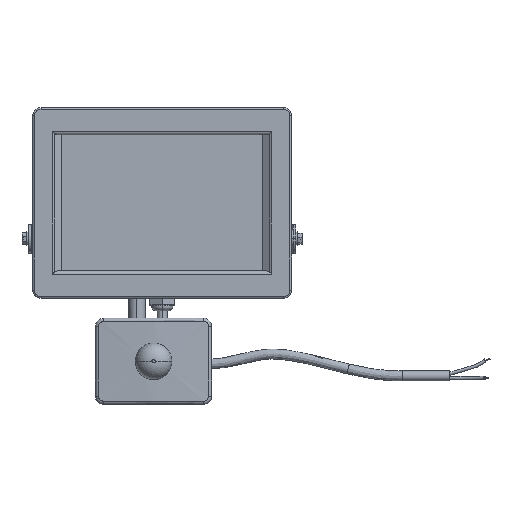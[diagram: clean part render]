
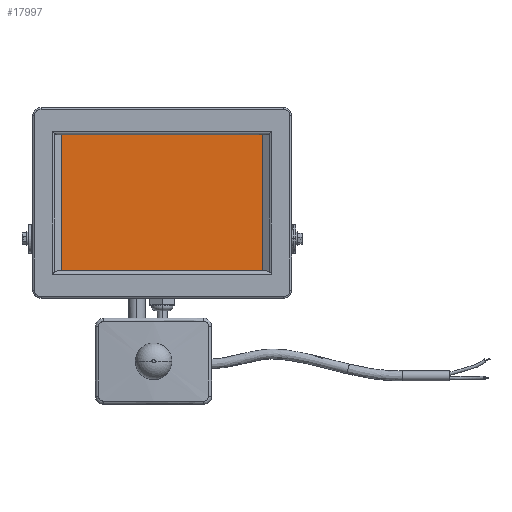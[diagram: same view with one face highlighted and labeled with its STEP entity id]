
A CAD part, top view. The second image highlights one B-rep face of the part: STEP entity #17997.
In plain terms, the highlighted planar face has unit normal (0, 0, 1).
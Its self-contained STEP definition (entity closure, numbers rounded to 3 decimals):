
#497 = AXIS2_PLACEMENT_3D ( 'NONE', #10743, #2087, #1908 ) ;
#744 = LINE ( 'NONE', #15622, #5043 ) ;
#916 = CARTESIAN_POINT ( 'NONE',  ( 60.668, 41., 28.128 ) ) ;
#993 = DIRECTION ( 'NONE',  ( 0., -1., 0. ) ) ;
#1288 = EDGE_CURVE ( 'NONE', #9186, #11879, #14032, .T. ) ;
#1405 = CARTESIAN_POINT ( 'NONE',  ( -60.668, 41., 28.128 ) ) ;
#1518 = ORIENTED_EDGE ( 'NONE', *, *, #16540, .F. ) ;
#1844 = PLANE ( 'NONE',  #497 ) ;
#1908 = DIRECTION ( 'NONE',  ( -1., 0., 0. ) ) ;
#1948 = ORIENTED_EDGE ( 'NONE', *, *, #1288, .T. ) ;
#2087 = DIRECTION ( 'NONE',  ( 0., 0., -1. ) ) ;
#2674 = DIRECTION ( 'NONE',  ( -1., 0., 0. ) ) ;
#3284 = EDGE_LOOP ( 'NONE', ( #9067, #1518, #4676, #1948 ) ) ;
#3499 = LINE ( 'NONE', #16768, #14819 ) ;
#4343 = CARTESIAN_POINT ( 'NONE',  ( -60.668, -41., 28.128 ) ) ;
#4676 = ORIENTED_EDGE ( 'NONE', *, *, #15072, .F. ) ;
#5043 = VECTOR ( 'NONE', #2674, 1000. ) ;
#6095 = VERTEX_POINT ( 'NONE', #4343 ) ;
#6621 = VERTEX_POINT ( 'NONE', #14539 ) ;
#8104 = DIRECTION ( 'NONE',  ( 0., -1., 0. ) ) ;
#8532 = CARTESIAN_POINT ( 'NONE',  ( 60.668, 41., 28.128 ) ) ;
#9067 = ORIENTED_EDGE ( 'NONE', *, *, #10062, .T. ) ;
#9186 = VERTEX_POINT ( 'NONE', #916 ) ;
#9646 = VECTOR ( 'NONE', #8104, 1000. ) ;
#10062 = EDGE_CURVE ( 'NONE', #11879, #6095, #3499, .T. ) ;
#10743 = CARTESIAN_POINT ( 'NONE',  ( 60.668, -41., 28.128 ) ) ;
#11079 = FACE_OUTER_BOUND ( 'NONE', #3284, .T. ) ;
#11879 = VERTEX_POINT ( 'NONE', #1405 ) ;
#14032 = LINE ( 'NONE', #8532, #17619 ) ;
#14539 = CARTESIAN_POINT ( 'NONE',  ( 60.668, -41., 28.128 ) ) ;
#14819 = VECTOR ( 'NONE', #993, 1000. ) ;
#15072 = EDGE_CURVE ( 'NONE', #9186, #6621, #15283, .T. ) ;
#15283 = LINE ( 'NONE', #16724, #9646 ) ;
#15622 = CARTESIAN_POINT ( 'NONE',  ( 60.668, -41., 28.128 ) ) ;
#16540 = EDGE_CURVE ( 'NONE', #6621, #6095, #744, .T. ) ;
#16724 = CARTESIAN_POINT ( 'NONE',  ( 60.668, -41., 28.128 ) ) ;
#16768 = CARTESIAN_POINT ( 'NONE',  ( -60.668, -41., 28.128 ) ) ;
#17619 = VECTOR ( 'NONE', #18572, 1000. ) ;
#17997 = ADVANCED_FACE ( 'NONE', ( #11079 ), #1844, .F. ) ;
#18572 = DIRECTION ( 'NONE',  ( -1., 0., 0. ) ) ;
